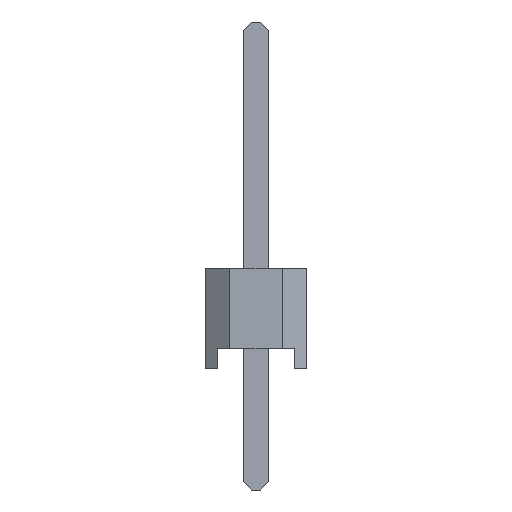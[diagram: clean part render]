
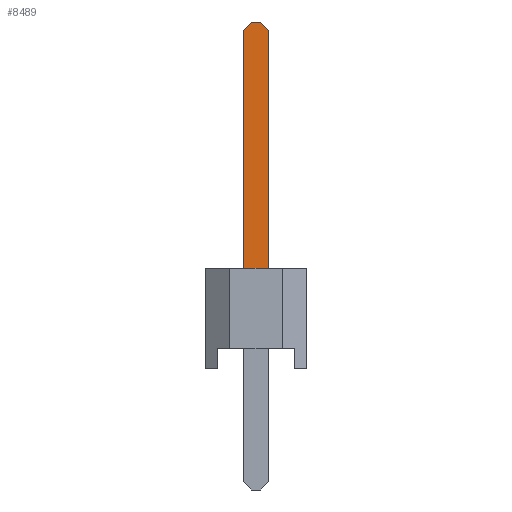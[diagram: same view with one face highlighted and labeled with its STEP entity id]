
A CAD part, left-side view. The second image highlights one B-rep face of the part: STEP entity #8489.
In plain terms, the highlighted planar face has unit normal (-1, 0, 0).
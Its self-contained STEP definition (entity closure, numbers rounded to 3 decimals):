
#145 = ORIENTED_EDGE ( 'NONE', *, *, #4454, .T. ) ;
#154 = LINE ( 'NONE', #5286, #9142 ) ;
#881 = ORIENTED_EDGE ( 'NONE', *, *, #1952, .T. ) ;
#954 = LINE ( 'NONE', #12905, #3839 ) ;
#1323 = CARTESIAN_POINT ( 'NONE',  ( -7.94, 0., 0. ) ) ;
#1952 = EDGE_CURVE ( 'NONE', #13780, #10425, #8394, .T. ) ;
#2123 = VECTOR ( 'NONE', #10412, 1000. ) ;
#2581 = CARTESIAN_POINT ( 'NONE',  ( -7.94, 0.32, 8.4 ) ) ;
#2584 = CARTESIAN_POINT ( 'NONE',  ( -7.94, 0., 2.5 ) ) ;
#2679 = ORIENTED_EDGE ( 'NONE', *, *, #16397, .T. ) ;
#2918 = PLANE ( 'NONE',  #8197 ) ;
#2963 = CARTESIAN_POINT ( 'NONE',  ( -7.94, -0.32, 8.4 ) ) ;
#3839 = VECTOR ( 'NONE', #21039, 1000. ) ;
#4165 = VECTOR ( 'NONE', #10718, 1000. ) ;
#4256 = EDGE_CURVE ( 'NONE', #10425, #17815, #954, .T. ) ;
#4454 = EDGE_CURVE ( 'NONE', #14679, #13632, #9607, .T. ) ;
#5286 = CARTESIAN_POINT ( 'NONE',  ( -7.94, 0.12, 8.6 ) ) ;
#5620 = CARTESIAN_POINT ( 'NONE',  ( -7.94, -0.12, 8.6 ) ) ;
#7436 = ORIENTED_EDGE ( 'NONE', *, *, #14923, .F. ) ;
#7555 = DIRECTION ( 'NONE',  ( 0., 0.707, -0.707 ) ) ;
#7840 = DIRECTION ( 'NONE',  ( -1., 0., 0. ) ) ;
#8197 = AXIS2_PLACEMENT_3D ( 'NONE', #1323, #7840, #14374 ) ;
#8394 = LINE ( 'NONE', #13728, #2123 ) ;
#8489 = ADVANCED_FACE ( 'NONE', ( #11039 ), #2918, .T. ) ;
#8719 = ORIENTED_EDGE ( 'NONE', *, *, #10486, .T. ) ;
#8874 = CARTESIAN_POINT ( 'NONE',  ( -7.94, 0.12, 8.6 ) ) ;
#9142 = VECTOR ( 'NONE', #11796, 1000. ) ;
#9607 = LINE ( 'NONE', #12879, #18561 ) ;
#10412 = DIRECTION ( 'NONE',  ( 0., 0., 1. ) ) ;
#10425 = VERTEX_POINT ( 'NONE', #2963 ) ;
#10486 = EDGE_CURVE ( 'NONE', #17815, #14679, #154, .T. ) ;
#10718 = DIRECTION ( 'NONE',  ( 0., 1., 0. ) ) ;
#11039 = FACE_OUTER_BOUND ( 'NONE', #16539, .T. ) ;
#11796 = DIRECTION ( 'NONE',  ( 0., 1., 0. ) ) ;
#12879 = CARTESIAN_POINT ( 'NONE',  ( -7.94, 0.32, 8.4 ) ) ;
#12905 = CARTESIAN_POINT ( 'NONE',  ( -7.94, -0.32, 8.4 ) ) ;
#12922 = DIRECTION ( 'NONE',  ( 0., 0., -1. ) ) ;
#13632 = VERTEX_POINT ( 'NONE', #2581 ) ;
#13728 = CARTESIAN_POINT ( 'NONE',  ( -7.94, -0.32, -2.8 ) ) ;
#13780 = VERTEX_POINT ( 'NONE', #19369 ) ;
#14374 = DIRECTION ( 'NONE',  ( 0., 0., 1. ) ) ;
#14679 = VERTEX_POINT ( 'NONE', #8874 ) ;
#14923 = EDGE_CURVE ( 'NONE', #13780, #19718, #20551, .T. ) ;
#15241 = VECTOR ( 'NONE', #12922, 1000. ) ;
#15635 = ORIENTED_EDGE ( 'NONE', *, *, #4256, .T. ) ;
#15850 = CARTESIAN_POINT ( 'NONE',  ( -7.94, 0.32, -2.8 ) ) ;
#16397 = EDGE_CURVE ( 'NONE', #13632, #19718, #21051, .T. ) ;
#16539 = EDGE_LOOP ( 'NONE', ( #7436, #881, #15635, #8719, #145, #2679 ) ) ;
#17815 = VERTEX_POINT ( 'NONE', #5620 ) ;
#18226 = CARTESIAN_POINT ( 'NONE',  ( -7.94, 0.32, 2.5 ) ) ;
#18561 = VECTOR ( 'NONE', #7555, 1000. ) ;
#19369 = CARTESIAN_POINT ( 'NONE',  ( -7.94, -0.32, 2.5 ) ) ;
#19718 = VERTEX_POINT ( 'NONE', #18226 ) ;
#20551 = LINE ( 'NONE', #2584, #4165 ) ;
#21039 = DIRECTION ( 'NONE',  ( 0., 0.707, 0.707 ) ) ;
#21051 = LINE ( 'NONE', #15850, #15241 ) ;
